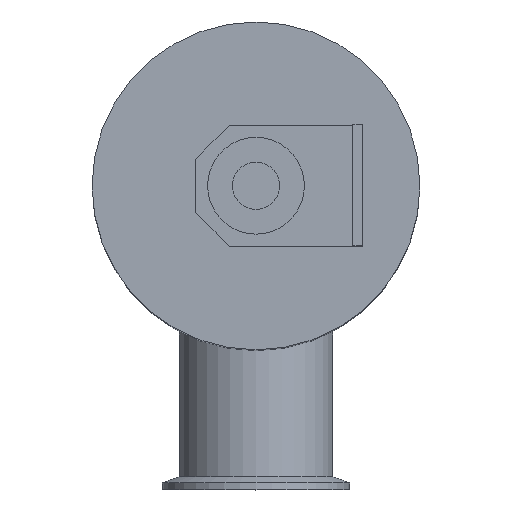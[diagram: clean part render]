
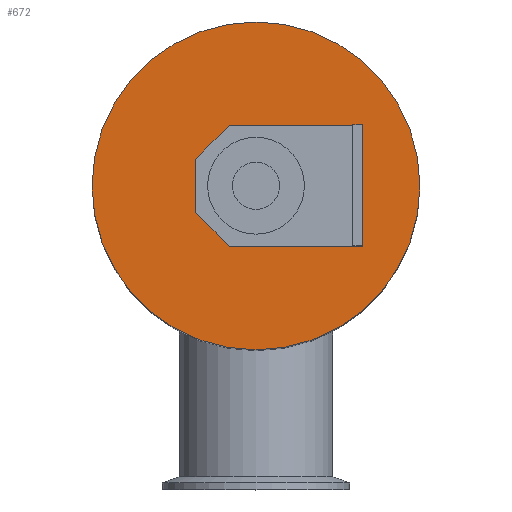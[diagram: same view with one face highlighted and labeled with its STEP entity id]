
A CAD part, top view. The second image highlights one B-rep face of the part: STEP entity #672.
In plain terms, the highlighted planar face has unit normal (0, 0, 1).
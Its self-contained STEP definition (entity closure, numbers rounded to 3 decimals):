
#168=FACE_OUTER_BOUND('',#223,.T.);
#223=EDGE_LOOP('',(#478));
#284=CIRCLE('',#797,67.75);
#325=VERTEX_POINT('',#1146);
#383=EDGE_CURVE('',#325,#325,#284,.T.);
#478=ORIENTED_EDGE('',*,*,#383,.F.);
#643=PLANE('',#796);
#672=ADVANCED_FACE('',(#168),#643,.T.);
#796=AXIS2_PLACEMENT_3D('',#1145,#915,#916);
#797=AXIS2_PLACEMENT_3D('',#1147,#917,#918);
#915=DIRECTION('center_axis',(0.,0.,1.));
#916=DIRECTION('ref_axis',(1.,0.,0.));
#917=DIRECTION('center_axis',(0.,0.,-1.));
#918=DIRECTION('ref_axis',(-1.,0.,0.));
#1145=CARTESIAN_POINT('Origin',(-33.875,0.,351.25));
#1146=CARTESIAN_POINT('',(67.75,0.,351.25));
#1147=CARTESIAN_POINT('Origin',(0.,0.,351.25));
